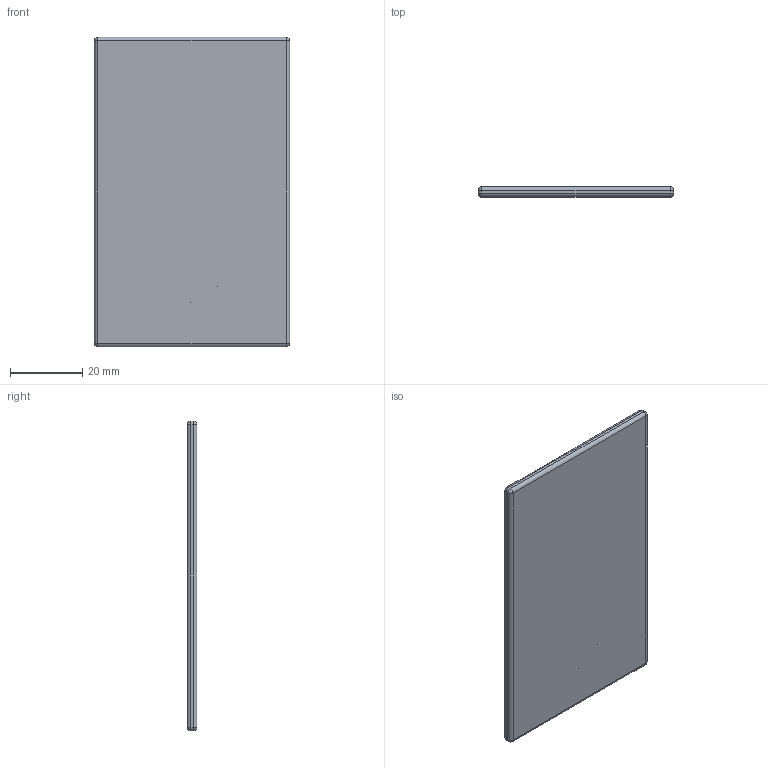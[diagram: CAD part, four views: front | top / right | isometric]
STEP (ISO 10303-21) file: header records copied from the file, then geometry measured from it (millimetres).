
FILE_DESCRIPTION(/* description */ (''),/* implementation_level */ '2;1');
FILE_NAME(/* name */ '2CardKeyHolderV4.stp',/* time_stamp */ '2023-10-14T13:54:18-05:00',/* author */ ('ijck1'),/* organization */ (''),/* preprocessor_version */ 'ST-DEVELOPER v19',/* originating_system */ 'Autodesk Inventor 2023',/* authorisation */ '');
FILE_SCHEMA (('AUTOMOTIVE_DESIGN { 1 0 10303 214 3 1 1 }'));
Length unit declared in the file: millimetre
Products named in the file (1): 2CardKeyHolderV4
Bounding box: 53.98 x 2.75 x 85.6 mm (x, y, z)
Volume: 8230.7 mm3; surface area: 10526.7 mm2
Topology: 1 solids, 1 shells, 89 faces, 266 edges, 238 vertices
Faces by surface type: plane 41, cylinder 32, sphere 8, bspline 4, torus 4
Entity records: 3001 total; most frequent: CARTESIAN_POINT 757, DIRECTION 461, ORIENTED_EDGE 434, EDGE_CURVE 217, AXIS2_PLACEMENT_3D 162, LINE 137, VECTOR 137, VERTEX_POINT 132
